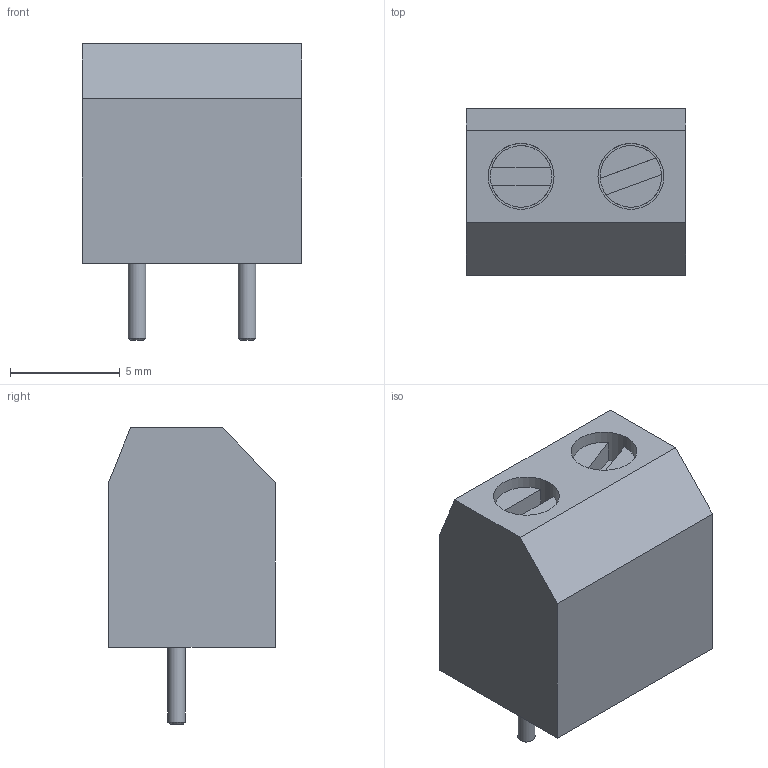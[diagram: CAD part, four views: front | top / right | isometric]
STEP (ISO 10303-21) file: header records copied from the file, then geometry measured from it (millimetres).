
FILE_DESCRIPTION(('FreeCAD Model'),'2;1');
FILE_NAME('TerminalBlock_Kefa_KF301_2_Pitch5_00mm.step', '2017-10-25T07:17:02',('kicad StepUp'),('ksu MCAD'), 'Open CASCADE STEP processor 7.1','FreeCAD','Unknown');
FILE_SCHEMA(('AUTOMOTIVE_DESIGN { 1 0 10303 214 1 1 1 1 }'));
Length unit declared in the file: millimetre
Products named in the file (1): TerminalBlock_Kefa_KF301_2_Pitch5_00mm
Bounding box: 10 x 7.6 x 13.5 mm (x, y, z)
Volume: 628.1 mm3; surface area: 1182.1 mm2
Topology: 9 solids, 9 shells, 116 faces, 234 edges, 140 vertices
Faces by surface type: plane 100, cylinder 14, cone 2
Full cylindrical faces by diameter (mm): 0.8 x2, 2.8 x2, 3 x2
Entity records: 3743 total; most frequent: DIRECTION 508, CARTESIAN_POINT 491, ORIENTED_EDGE 468, EDGE_CURVE 234, LINE 194, VECTOR 194, AXIS2_PLACEMENT_3D 157, VERTEX_POINT 140
